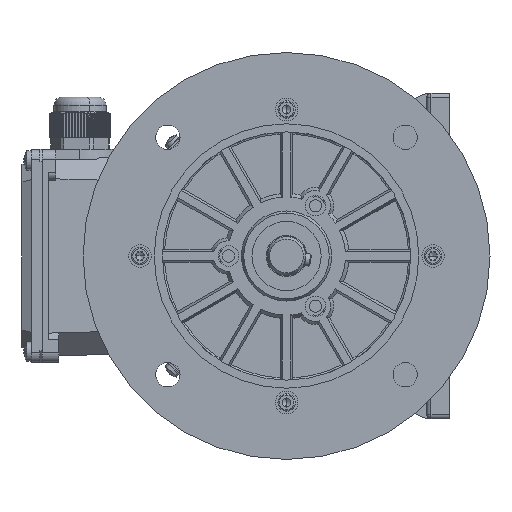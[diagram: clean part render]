
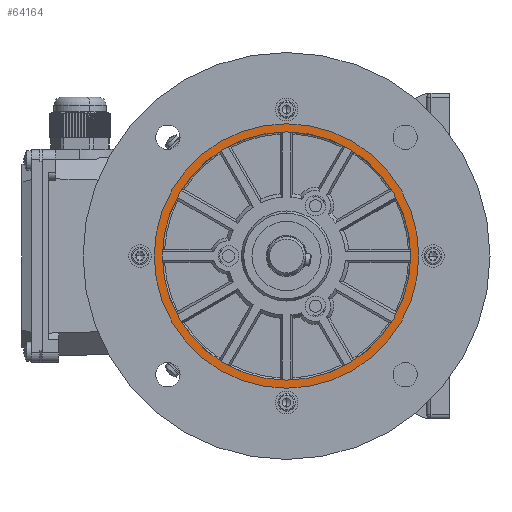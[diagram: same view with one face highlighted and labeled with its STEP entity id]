
A CAD part, left-side view. The second image highlights one B-rep face of the part: STEP entity #64164.
In plain terms, the highlighted planar face has unit normal (-1, 0, 0).
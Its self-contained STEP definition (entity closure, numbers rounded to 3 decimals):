
#50545 = VERTEX_POINT ( 'NONE', #87001 ) ;
#50548 = EDGE_CURVE ( 'NONE', #50576, #50545, #86995, .T. ) ;
#50576 = VERTEX_POINT ( 'NONE', #87134 ) ;
#50862 = VERTEX_POINT ( 'NONE', #88428 ) ;
#50914 = EDGE_CURVE ( 'NONE', #50862, #50915, #88730, .T. ) ;
#50915 = VERTEX_POINT ( 'NONE', #88722 ) ;
#51887 = EDGE_CURVE ( 'NONE', #50915, #50862, #93678, .T. ) ;
#64158 = EDGE_CURVE ( 'NONE', #50545, #50576, #102858, .T. ) ;
#64164 = ADVANCED_FACE ( 'NONE', ( #102849, #102848 ), #102845, .F. ) ;
#64165 = EDGE_LOOP ( 'NONE', ( #64170, #64177 ) ) ;
#64170 = ORIENTED_EDGE ( 'NONE', *, *, #51887, .F. ) ;
#64177 = ORIENTED_EDGE ( 'NONE', *, *, #50914, .F. ) ;
#64179 = EDGE_LOOP ( 'NONE', ( #64183, #64187 ) ) ;
#64183 = ORIENTED_EDGE ( 'NONE', *, *, #50548, .T. ) ;
#64187 = ORIENTED_EDGE ( 'NONE', *, *, #64158, .T. ) ;
#86988 = DIRECTION ( 'NONE',  ( 0., 0., 1. ) ) ;
#86990 = DIRECTION ( 'NONE',  ( -1., 0., 0. ) ) ;
#86992 = CARTESIAN_POINT ( 'NONE',  ( 0., 0., 0. ) ) ;
#86993 = AXIS2_PLACEMENT_3D ( 'NONE', #86992, #86990, #86988 ) ;
#86995 = CIRCLE ( 'NONE', #86993, 65. ) ;
#87001 = CARTESIAN_POINT ( 'NONE',  ( 0., 0., -65. ) ) ;
#87134 = CARTESIAN_POINT ( 'NONE',  ( 0., 0., 65. ) ) ;
#88428 = CARTESIAN_POINT ( 'NONE',  ( 0., 0., -61. ) ) ;
#88722 = CARTESIAN_POINT ( 'NONE',  ( 0., 0., 61. ) ) ;
#88724 = DIRECTION ( 'NONE',  ( 0., 0., 1. ) ) ;
#88725 = DIRECTION ( 'NONE',  ( -1., 0., 0. ) ) ;
#88727 = CARTESIAN_POINT ( 'NONE',  ( 0., 0., 0. ) ) ;
#88728 = AXIS2_PLACEMENT_3D ( 'NONE', #88727, #88725, #88724 ) ;
#88730 = CIRCLE ( 'NONE', #88728, 61. ) ;
#93677 = AXIS2_PLACEMENT_3D ( 'NONE', #93688, #93821, #93820 ) ;
#93678 = CIRCLE ( 'NONE', #93677, 61. ) ;
#93688 = CARTESIAN_POINT ( 'NONE',  ( 0., 0., 0. ) ) ;
#93820 = DIRECTION ( 'NONE',  ( 0., 0., 1. ) ) ;
#93821 = DIRECTION ( 'NONE',  ( -1., 0., 0. ) ) ;
#102845 = PLANE ( 'NONE',  #102982 ) ;
#102848 = FACE_OUTER_BOUND ( 'NONE', #64179, .T. ) ;
#102849 = FACE_BOUND ( 'NONE', #64165, .T. ) ;
#102851 = DIRECTION ( 'NONE',  ( 0., 0., 1. ) ) ;
#102853 = DIRECTION ( 'NONE',  ( -1., 0., 0. ) ) ;
#102855 = CARTESIAN_POINT ( 'NONE',  ( 0., 0., 0. ) ) ;
#102856 = AXIS2_PLACEMENT_3D ( 'NONE', #102855, #102853, #102851 ) ;
#102858 = CIRCLE ( 'NONE', #102856, 65. ) ;
#102978 = DIRECTION ( 'NONE',  ( 0., 0., -1. ) ) ;
#102979 = DIRECTION ( 'NONE',  ( 1., 0., 0. ) ) ;
#102981 = CARTESIAN_POINT ( 'NONE',  ( 0., 61., 0. ) ) ;
#102982 = AXIS2_PLACEMENT_3D ( 'NONE', #102981, #102979, #102978 ) ;
